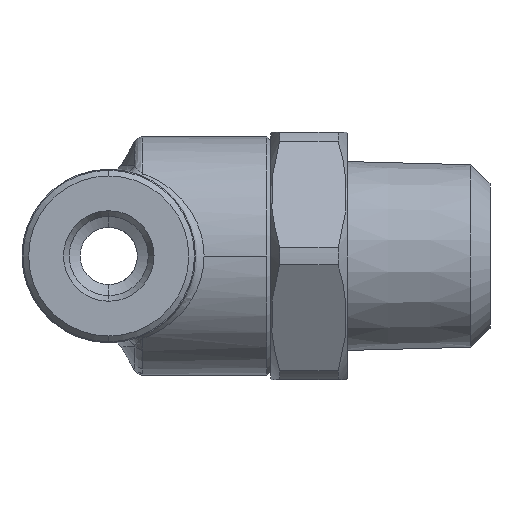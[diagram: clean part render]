
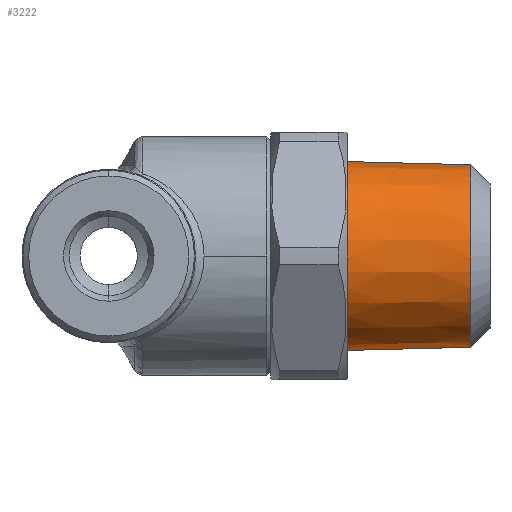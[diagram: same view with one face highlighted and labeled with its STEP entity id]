
A CAD part, left-side view. The second image highlights one B-rep face of the part: STEP entity #3222.
In plain terms, the highlighted conical face has half-angle 1.47 degrees and reference radius 4.954 mm.
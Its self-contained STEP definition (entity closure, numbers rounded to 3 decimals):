
#320 = DIRECTION ( 'NONE',  ( 0., 1., -0.026 ) ) ;
#321 = VECTOR ( 'NONE', #320, 1000. ) ;
#322 = CARTESIAN_POINT ( 'NONE',  ( 0., -12.5, -4.954 ) ) ;
#323 = LINE ( 'NONE', #322, #321 ) ;
#362 = CARTESIAN_POINT ( 'NONE',  ( 0., -19., -4.787 ) ) ;
#363 = CARTESIAN_POINT ( 'NONE',  ( 0., -19., 4.787 ) ) ;
#399 = CARTESIAN_POINT ( 'NONE',  ( 0., -12.5, 4.954 ) ) ;
#409 = CARTESIAN_POINT ( 'NONE',  ( 0., -12.5, -4.954 ) ) ;
#439 = DIRECTION ( 'NONE',  ( 0., 1., 0.026 ) ) ;
#440 = VECTOR ( 'NONE', #439, 1000. ) ;
#441 = CARTESIAN_POINT ( 'NONE',  ( 0., -12.5, 4.954 ) ) ;
#446 = LINE ( 'NONE', #441, #440 ) ;
#1467 = DIRECTION ( 'NONE',  ( 0., 0., 1. ) ) ;
#1473 = DIRECTION ( 'NONE',  ( 0., 0., -1. ) ) ;
#1474 = DIRECTION ( 'NONE',  ( 0., -1., 0. ) ) ;
#1481 = AXIS2_PLACEMENT_3D ( 'NONE', #1484, #1483, #1467 ) ;
#1482 = FACE_OUTER_BOUND ( 'NONE', #3171, .T. ) ;
#1483 = DIRECTION ( 'NONE',  ( 0., 1., 0. ) ) ;
#1484 = CARTESIAN_POINT ( 'NONE',  ( 0., -12.5, 0. ) ) ;
#1486 = CARTESIAN_POINT ( 'NONE',  ( 0., -19., 0. ) ) ;
#1487 = AXIS2_PLACEMENT_3D ( 'NONE', #1486, #1474, #1473 ) ;
#1488 = CIRCLE ( 'NONE', #1487, 4.787 ) ;
#1489 = CONICAL_SURFACE ( 'NONE', #1481, 4.954, 0.026 ) ;
#1782 = DIRECTION ( 'NONE',  ( 0., 0., -1. ) ) ;
#1793 = AXIS2_PLACEMENT_3D ( 'NONE', #1823, #1801, #1782 ) ;
#1794 = CIRCLE ( 'NONE', #1793, 4.954 ) ;
#1801 = DIRECTION ( 'NONE',  ( 0., -1., 0. ) ) ;
#1823 = CARTESIAN_POINT ( 'NONE',  ( 0., -12.5, 0. ) ) ;
#2716 = VERTEX_POINT ( 'NONE', #409 ) ;
#2720 = EDGE_CURVE ( 'NONE', #2745, #2716, #323, .T. ) ;
#2744 = VERTEX_POINT ( 'NONE', #363 ) ;
#2745 = VERTEX_POINT ( 'NONE', #362 ) ;
#2762 = EDGE_CURVE ( 'NONE', #2744, #2765, #446, .T. ) ;
#2765 = VERTEX_POINT ( 'NONE', #399 ) ;
#3171 = EDGE_LOOP ( 'NONE', ( #3180, #3236, #3191, #3218 ) ) ;
#3180 = ORIENTED_EDGE ( 'NONE', *, *, #2720, .F. ) ;
#3190 = EDGE_CURVE ( 'NONE', #2765, #2716, #1794, .T. ) ;
#3191 = ORIENTED_EDGE ( 'NONE', *, *, #2762, .T. ) ;
#3216 = EDGE_CURVE ( 'NONE', #2744, #2745, #1488, .T. ) ;
#3218 = ORIENTED_EDGE ( 'NONE', *, *, #3190, .T. ) ;
#3222 = ADVANCED_FACE ( 'NONE', ( #1482 ), #1489, .T. ) ;
#3236 = ORIENTED_EDGE ( 'NONE', *, *, #3216, .F. ) ;
